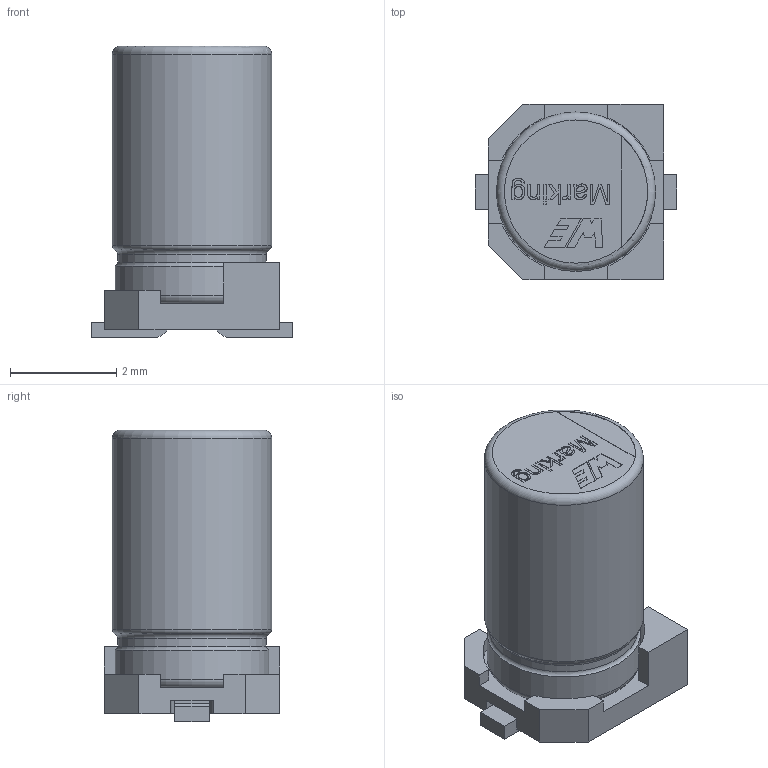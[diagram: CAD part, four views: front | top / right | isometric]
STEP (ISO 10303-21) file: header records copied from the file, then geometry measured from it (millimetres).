
FILE_DESCRIPTION(/* description */ ('Unknown','CAx-IF Rec.Pracs.---Representation and Presentation of Product Manufacturing Information (PMI)---4.0---2014-10-13','CAx-IF Rec.Pracs.---3D Tessellated Geometry---0.4---2014-09-14','2;1'),/* implementation_level */ '2;1');
FILE_NAME(/* name */ 'CP_Wurth_WCAP-ASLU-D3L5.5',/* time_stamp */ '2024-12-31T17:56:56+08:00',/* author */ ('Unknown'),/* organization */ ('Unknown'),/* preprocessor_version */ 'ST-DEVELOPER v16.7',/* originating_system */ 'Solid Edge',/* authorisation */ 'Unknown');
FILE_SCHEMA (('AP242_MANAGED_MODEL_BASED_3D_ENGINEERING_MIM_LF { 1 0 10303 442 1 1 4 }'));
Length unit declared in the file: millimetre
Products named in the file (2): CP_Wurth_WCAP-ASLU-D3L5.5
Assembly tree (1 placements, depth 2):
  CP_Wurth_WCAP-ASLU-D3L5.5
    CP_Wurth_WCAP-ASLU-D3L5.5
Bounding box: 3.8 x 3.3 x 5.5 mm (x, y, z)
Volume: 39.5 mm3; surface area: 102.4 mm2
Topology: 1 solids, 1 shells, 198 faces, 565 edges, 374 vertices
Faces by surface type: plane 141, cylinder 37, bspline 14, torus 6
Full cylindrical faces by diameter (mm): 0.8 x2, 0.85 x2, 2.8 x1, 2.9 x1, 3 x1
Entity records: 7993 total; most frequent: CARTESIAN_POINT 1457, ORIENTED_EDGE 1086, DIRECTION 1005, EDGE_CURVE 543, LINE 389, VECTOR 389, VERTEX_POINT 366, AXIS2_PLACEMENT_3D 308
